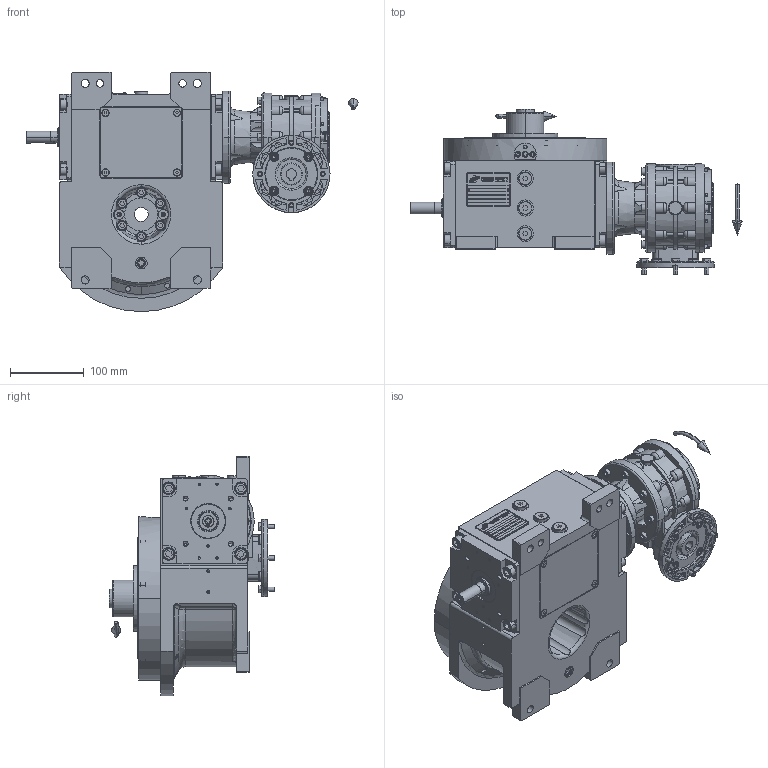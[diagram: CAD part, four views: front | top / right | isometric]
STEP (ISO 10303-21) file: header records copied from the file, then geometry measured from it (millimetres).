
FILE_DESCRIPTION (( 'STEP AP203' ), '1' );
FILE_NAME ('PC5201592.step', '2025-10-17T08:07:43', ( '' ), ( '' ), 'SwSTEP 2.0', 'SolidWorks 2020', '' );
FILE_SCHEMA (( 'CONFIG_CONTROL_DESIGN' ));
Length unit declared in the file: millimetre
Products named in the file (82): CFN2010_02_002.stp; cfn2000_01_161; cfn2000_01_103; cfn2276_01_074; cfn2158_01_011; AS_rig06_014; cfn2003_01_054; rig06_071_12_m_asm.stp; cfn2115_02_161; cfn2104_01_004; rig06_002_bl_010; cfn2128_19_002; rig06_014; PC5201592; cfn2151_01_090; cfn2155_01_056; cfn2115_02_165; cfn2000_01_124; cfn2000_01_126; rig06_001_a_s_027; cfn2128_04_004; rig06_007_master; cfn2070_05_005; rig06_004; AS_cfn2476_01_002_60x46; cfn2077_01_018; cfn2155_01_303; AS_900_38_30_003; CFN2203_02_001.stp; CFN2356_03_047.stp; cfn2476_01_002_60x46; CFN2000_01_185.stp; rig06_004_s_001; cfn2151_01_109; RIG06_005_ASM.stp; cfn2151_01_290; rig06_005_n_01; AS_rig06_002_bl_010; RMI50_F1_DX_71B14; cfn2107_01_001 ...
Assembly tree (74 placements, depth 5):
  cfn2276_01_074
  PC5201592
    rig06_001_a_s_027
    AS_cfn2476_01_002_60x46
      cfn2476_01_002_60x46
      cfn2107_01_001
      cfn2107_01_001
    AS_rig06_071_12_m
      rig06_071_12_m_asm.stp
        RIG06_005_ASM.stp
          RIG06_021_AF0.stp
          CFN2000_01_185.stp
          CFN2000_01_185.stp
          CFN2104_02_017.stp
        CFN2010_02_002.stp
      cfn2155_01_303
      rig06_005_n_01
      rig06_003_12
      cfn2104_01_016  x2
      cfn2000_01_124  x6
      cfn2000_01_124
      cfn2000_01_124
      cfn2000_01_124
      cfn2000_01_124
    AS_rig06_014
      rig06_014
      cfn2158_01_011
      cfn2104_01_004
      cfn2104_01_004
      cfn2000_01_126
      cfn2000_01_126
      cfn2000_01_126
      cfn2000_01_126
      cfn2000_01_126
      cfn2000_01_126
    AS_rig06_004_s_001
      rig06_004_s_001
      cfn2070_05_005
      cfn2000_01_103
      cfn2000_01_103
      cfn2000_01_103
      cfn2000_01_103
      cfn2155_01_056
    AS_rig06_004
      rig06_004
      cfn2070_05_005
      cfn2000_01_103
      cfn2000_01_103
      cfn2000_01_103
      cfn2000_01_103
      cfn2155_01_056
    AS_rig06_002_bl_010
      rig06_002_bl_010
      cfn2115_02_161
    cfn2128_04_004
    cfn2128_04_004
    cfn2128_04_004
    cfn2128_19_002
    AS_rig06_016
      rig06_016
Bounding box: 451 x 225 x 325 mm (x, y, z)
Volume: 3304192.9 mm3; surface area: 983974.9 mm2
Topology: 65 solids, 65 shells, 3527 faces, 8944 edges, 5688 vertices
Faces by surface type: plane 1589, cylinder 1186, cone 565, torus 161, bspline 20, sphere 6
Entity records: 124603 total; most frequent: CARTESIAN_POINT 33540, DIRECTION 17421, ORIENTED_EDGE 17060, EDGE_CURVE 8530, AXIS2_PLACEMENT_3D 6340, VERTEX_POINT 5507, LINE 4741, VECTOR 4741
